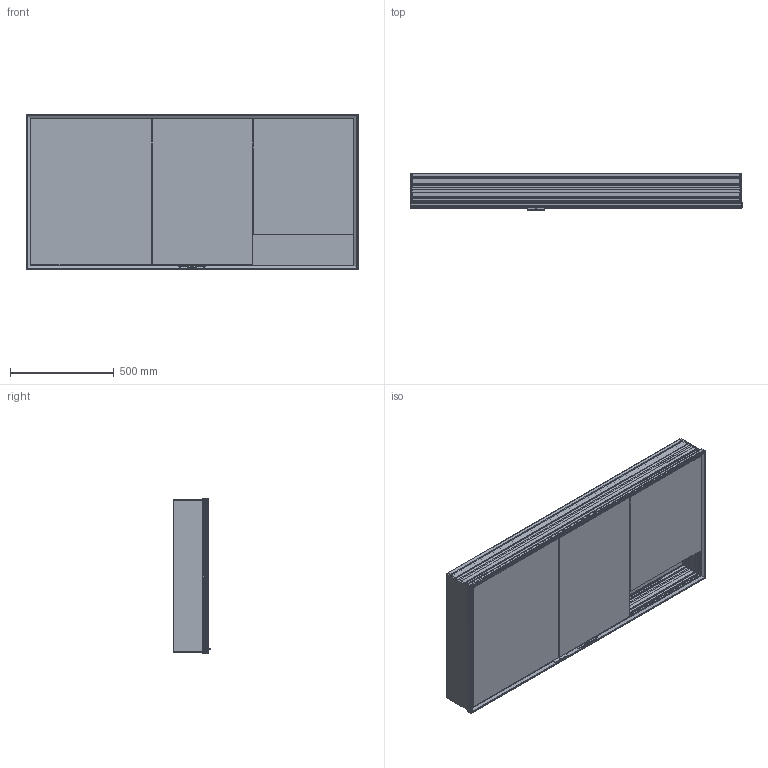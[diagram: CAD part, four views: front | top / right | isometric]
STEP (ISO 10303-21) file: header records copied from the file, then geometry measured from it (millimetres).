
FILE_DESCRIPTION(/* description */ (''),/* implementation_level */ '2;1');
FILE_NAME(/* name */ 'A48116XX_RFS.stp',/* time_stamp */ '2024-10-31T10:17:47+01:00',/* author */ ('MeyerT'),/* organization */ (''),/* preprocessor_version */ 'ST-DEVELOPER v18.1',/* originating_system */ 'Autodesk Inventor 2021',/* authorisation */ '');
FILE_SCHEMA (('AUTOMOTIVE_DESIGN { 1 0 10303 214 3 1 1 }'));
Products named in the file (1): A48116XX_RFS
Bounding box: 1600 x 180.56 x 750 mm (x, y, z)
Volume: 21038508.5 mm3; surface area: 11873319.7 mm2
Topology: 92 solids, 92 shells, 3370 faces, 9192 edges, 5996 vertices
Faces by surface type: plane 1767, cylinder 1421, torus 106, bspline 38, sphere 28, cone 10
Full cylindrical faces by diameter (mm): 0.44 x1, 1.2 x14, 2 x1, 2.4 x2, 5 x2, 13.1 x2, 41.7 x2, 41.712 x2
Entity records: 107646 total; most frequent: CARTESIAN_POINT 19705, DIRECTION 18826, ORIENTED_EDGE 18336, EDGE_CURVE 9168, AXIS2_PLACEMENT_3D 6359, LINE 6108, VECTOR 6108, VERTEX_POINT 5996
